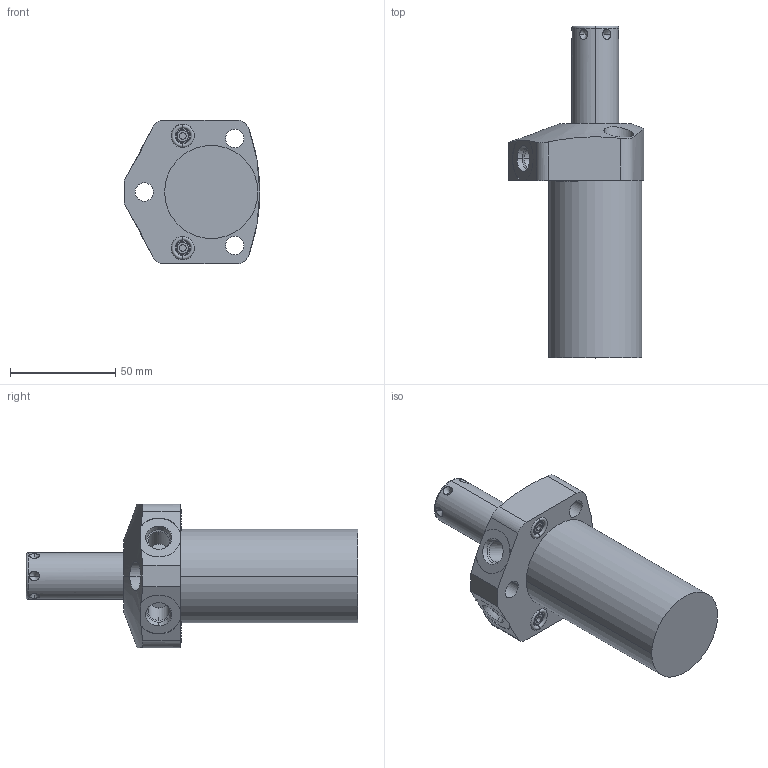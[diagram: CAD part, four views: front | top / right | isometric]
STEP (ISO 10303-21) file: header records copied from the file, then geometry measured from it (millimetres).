
FILE_DESCRIPTION((''),'2;1');
FILE_NAME('ILC14621301S','2018-02-07T',('jdw'),(''),'PRO/ENGINEER BY PARAMETRIC TECHNOLOGY CORPORATION, 2013320','PRO/ENGINEER BY PARAMETRIC TECHNOLOGY CORPORATION, 2013320','');
FILE_SCHEMA(('AUTOMOTIVE_DESIGN { 1 0 10303 214 1 1 1 1 }'));
Length unit declared in the file: inch
Products named in the file (1): ILC14621301S
Bounding box: 64.29 x 157.35 x 68.22 mm (x, y, z)
Volume: 224030.5 mm3; surface area: 33200.5 mm2
Topology: 1 solids, 2 shells, 132 faces, 303 edges, 187 vertices
Faces by surface type: cylinder 57, plane 33, cone 32, torus 10
Entity records: 5152 total; most frequent: CARTESIAN_POINT 946, DIRECTION 664, ORIENTED_EDGE 574, PRESENTATION_STYLE_ASSIGNMENT 304, STYLED_ITEM 291, CURVE_STYLE 289, EDGE_CURVE 289, AXIS2_PLACEMENT_3D 280
